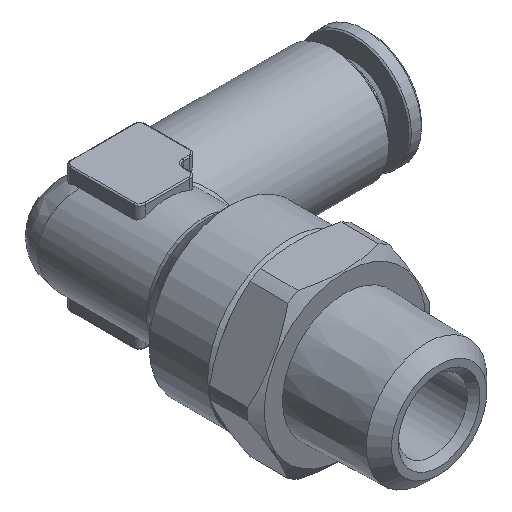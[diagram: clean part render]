
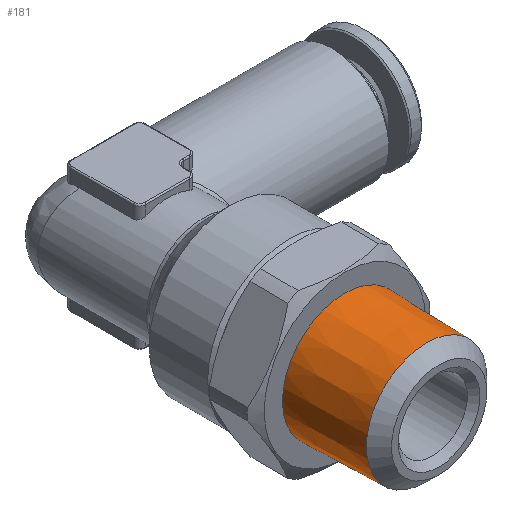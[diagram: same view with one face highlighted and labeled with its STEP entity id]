
A CAD part, isometric view. The second image highlights one B-rep face of the part: STEP entity #181.
In plain terms, the highlighted conical face has half-angle 1.47 degrees and reference radius 4.954 mm.
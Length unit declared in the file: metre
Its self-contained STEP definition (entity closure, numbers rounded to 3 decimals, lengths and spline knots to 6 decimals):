
#181 = ADVANCED_FACE( 'NONE', ( #435, #436 ), #437, .T. );
#435 = FACE_OUTER_BOUND( '', #773, .T. );
#436 = FACE_BOUND( '', #774, .T. );
#437 = CONICAL_SURFACE( '', #775, 0.004954, 0.026 );
#773 = EDGE_LOOP( '', ( #1378 ) );
#774 = EDGE_LOOP( '', ( #1379 ) );
#775 = AXIS2_PLACEMENT_3D( '', #1380, #1381, #1382 );
#1378 = ORIENTED_EDGE( '', *, *, #2078, .T. );
#1379 = ORIENTED_EDGE( '', *, *, #2062, .F. );
#1380 = CARTESIAN_POINT( '', ( 0., -0.0178, 0. ) );
#1381 = DIRECTION( '', ( 0., 1., 0. ) );
#1382 = DIRECTION( '', ( 0., 0., 1. ) );
#2062 = EDGE_CURVE( 'NONE', #2441, #2441, #2442, .T. );
#2078 = EDGE_CURVE( 'NONE', #2466, #2466, #2467, .T. );
#2441 = VERTEX_POINT( '', #2993 );
#2442 = CIRCLE( '', #2994, 0.004787 );
#2466 = VERTEX_POINT( '', #3024 );
#2467 = CIRCLE( '', #3025, 0.004954 );
#2993 = CARTESIAN_POINT( '', ( 0., -0.0243, -0.004787 ) );
#2994 = AXIS2_PLACEMENT_3D( '', #3711, #3712, #3713 );
#3024 = CARTESIAN_POINT( '', ( 0., -0.0178, -0.004954 ) );
#3025 = AXIS2_PLACEMENT_3D( '', #3740, #3741, #3742 );
#3711 = CARTESIAN_POINT( '', ( 0., -0.0243, 0. ) );
#3712 = DIRECTION( '', ( 0., -1., 0. ) );
#3713 = DIRECTION( '', ( 0., 0., -1. ) );
#3740 = CARTESIAN_POINT( '', ( 0., -0.0178, 0. ) );
#3741 = DIRECTION( '', ( 0., -1., 0. ) );
#3742 = DIRECTION( '', ( 0., 0., -1. ) );
